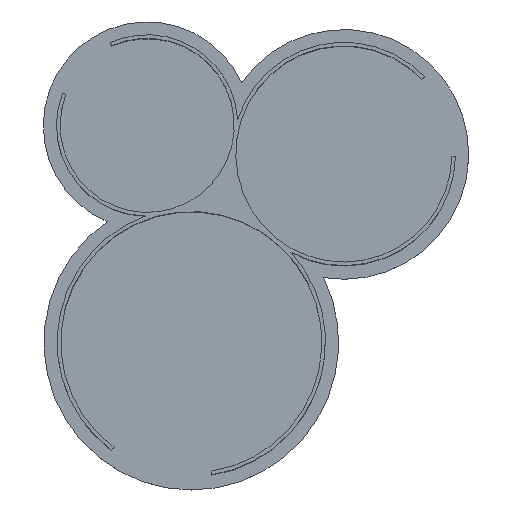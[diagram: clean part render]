
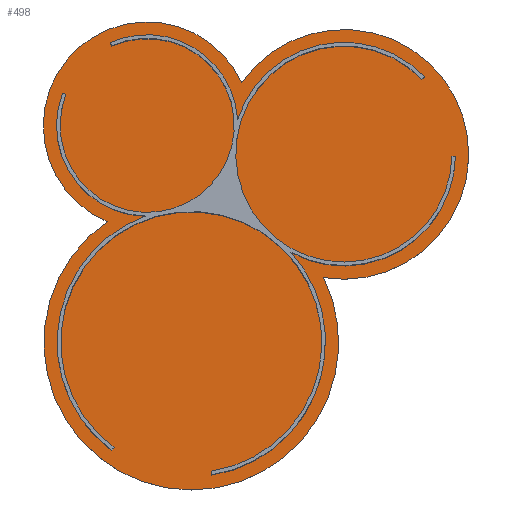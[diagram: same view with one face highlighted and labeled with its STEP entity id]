
A CAD part, top view. The second image highlights one B-rep face of the part: STEP entity #498.
In plain terms, the highlighted planar face has unit normal (0, 0, 1).
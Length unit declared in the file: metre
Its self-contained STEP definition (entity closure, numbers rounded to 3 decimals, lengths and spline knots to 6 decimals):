
#20=PLANE('',#569);
#28=LINE('',#775,#61);
#32=LINE('',#787,#65);
#37=LINE('',#805,#70);
#41=LINE('',#817,#74);
#46=LINE('',#835,#79);
#50=LINE('',#847,#83);
#61=VECTOR('',#608,1.);
#65=VECTOR('',#620,1.);
#70=VECTOR('',#639,1.);
#74=VECTOR('',#651,1.);
#79=VECTOR('',#670,1.);
#83=VECTOR('',#682,1.);
#184=ORIENTED_EDGE('',*,*,#229,.F.);
#185=ORIENTED_EDGE('',*,*,#272,.F.);
#186=ORIENTED_EDGE('',*,*,#269,.T.);
#187=ORIENTED_EDGE('',*,*,#266,.T.);
#188=ORIENTED_EDGE('',*,*,#263,.F.);
#189=ORIENTED_EDGE('',*,*,#260,.F.);
#190=ORIENTED_EDGE('',*,*,#257,.F.);
#191=ORIENTED_EDGE('',*,*,#254,.T.);
#192=ORIENTED_EDGE('',*,*,#251,.T.);
#193=ORIENTED_EDGE('',*,*,#248,.F.);
#194=ORIENTED_EDGE('',*,*,#245,.F.);
#195=ORIENTED_EDGE('',*,*,#242,.F.);
#196=ORIENTED_EDGE('',*,*,#239,.T.);
#197=ORIENTED_EDGE('',*,*,#236,.T.);
#198=ORIENTED_EDGE('',*,*,#233,.F.);
#199=ORIENTED_EDGE('',*,*,#280,.F.);
#200=ORIENTED_EDGE('',*,*,#285,.F.);
#201=ORIENTED_EDGE('',*,*,#283,.F.);
#229=EDGE_CURVE('',#298,#299,#346,.T.);
#233=EDGE_CURVE('',#299,#302,#348,.T.);
#236=EDGE_CURVE('',#304,#302,#28,.T.);
#239=EDGE_CURVE('',#306,#304,#350,.T.);
#242=EDGE_CURVE('',#306,#308,#32,.T.);
#245=EDGE_CURVE('',#308,#310,#352,.T.);
#248=EDGE_CURVE('',#310,#312,#354,.T.);
#251=EDGE_CURVE('',#314,#312,#37,.T.);
#254=EDGE_CURVE('',#316,#314,#356,.T.);
#257=EDGE_CURVE('',#316,#318,#41,.T.);
#260=EDGE_CURVE('',#318,#320,#358,.T.);
#263=EDGE_CURVE('',#320,#322,#360,.T.);
#266=EDGE_CURVE('',#324,#322,#46,.T.);
#269=EDGE_CURVE('',#326,#324,#362,.T.);
#272=EDGE_CURVE('',#326,#298,#50,.T.);
#280=EDGE_CURVE('',#334,#335,#370,.T.);
#283=EDGE_CURVE('',#335,#336,#371,.T.);
#285=EDGE_CURVE('',#336,#334,#372,.T.);
#298=VERTEX_POINT('',#761);
#299=VERTEX_POINT('',#762);
#302=VERTEX_POINT('',#770);
#304=VERTEX_POINT('',#776);
#306=VERTEX_POINT('',#782);
#308=VERTEX_POINT('',#788);
#310=VERTEX_POINT('',#794);
#312=VERTEX_POINT('',#800);
#314=VERTEX_POINT('',#806);
#316=VERTEX_POINT('',#812);
#318=VERTEX_POINT('',#818);
#320=VERTEX_POINT('',#824);
#322=VERTEX_POINT('',#830);
#324=VERTEX_POINT('',#836);
#326=VERTEX_POINT('',#842);
#334=VERTEX_POINT('',#865);
#335=VERTEX_POINT('',#866);
#336=VERTEX_POINT('',#871);
#346=CIRCLE('',#523,0.0447);
#348=CIRCLE('',#526,0.0372);
#350=CIRCLE('',#530,0.036);
#352=CIRCLE('',#534,0.0372);
#354=CIRCLE('',#537,0.0302);
#356=CIRCLE('',#541,0.029);
#358=CIRCLE('',#545,0.0302);
#360=CIRCLE('',#548,0.0447);
#362=CIRCLE('',#552,0.0435);
#370=CIRCLE('',#564,0.0491);
#371=CIRCLE('',#566,0.0346);
#372=CIRCLE('',#568,0.0416);
#403=EDGE_LOOP('',(#184,#185,#186,#187,#188,#189,#190,#191,#192,#193,#194,
#195,#196,#197,#198));
#404=EDGE_LOOP('',(#199,#200,#201));
#442=FACE_BOUND('',#403,.T.);
#443=FACE_BOUND('',#404,.T.);
#498=ADVANCED_FACE('',(#442,#443),#20,.T.);
#523=AXIS2_PLACEMENT_3D('',#760,#593,#594);
#526=AXIS2_PLACEMENT_3D('',#769,#601,#602);
#530=AXIS2_PLACEMENT_3D('',#781,#613,#614);
#534=AXIS2_PLACEMENT_3D('',#793,#625,#626);
#537=AXIS2_PLACEMENT_3D('',#799,#632,#633);
#541=AXIS2_PLACEMENT_3D('',#811,#644,#645);
#545=AXIS2_PLACEMENT_3D('',#823,#656,#657);
#548=AXIS2_PLACEMENT_3D('',#829,#663,#664);
#552=AXIS2_PLACEMENT_3D('',#841,#675,#676);
#564=AXIS2_PLACEMENT_3D('',#864,#702,#703);
#566=AXIS2_PLACEMENT_3D('',#870,#708,#709);
#568=AXIS2_PLACEMENT_3D('',#874,#713,#714);
#569=AXIS2_PLACEMENT_3D('',#875,#715,#716);
#593=DIRECTION('',(0.,0.,1.));
#594=DIRECTION('',(1.,0.,0.));
#601=DIRECTION('',(0.,0.,1.));
#602=DIRECTION('',(1.,0.,0.));
#608=DIRECTION('',(1.,-0.02,0.));
#613=DIRECTION('',(0.,0.,1.));
#614=DIRECTION('',(1.,0.,0.));
#620=DIRECTION('',(0.721,0.693,0.));
#625=DIRECTION('',(0.,0.,1.));
#626=DIRECTION('',(1.,0.,0.));
#632=DIRECTION('',(0.,0.,1.));
#633=DIRECTION('',(1.,0.,0.));
#639=DIRECTION('',(-0.409,0.913,0.));
#644=DIRECTION('',(0.,0.,1.));
#645=DIRECTION('',(1.,0.,0.));
#651=DIRECTION('',(-0.934,0.357,0.));
#656=DIRECTION('',(0.,0.,1.));
#657=DIRECTION('',(1.,0.,0.));
#663=DIRECTION('',(0.,0.,1.));
#664=DIRECTION('',(1.,0.,0.));
#670=DIRECTION('',(-0.592,-0.806,0.));
#675=DIRECTION('',(0.,0.,1.));
#676=DIRECTION('',(1.,0.,0.));
#682=DIRECTION('',(0.152,-0.988,0.));
#702=DIRECTION('',(0.,0.,-1.));
#703=DIRECTION('',(-1.,0.,0.));
#708=DIRECTION('',(0.,0.,-1.));
#709=DIRECTION('',(-1.,0.,0.));
#713=DIRECTION('',(0.,0.,-1.));
#714=DIRECTION('',(-1.,0.,0.));
#715=DIRECTION('',(0.,0.,1.));
#716=DIRECTION('',(1.,0.,0.));
#760=CARTESIAN_POINT('',(-0.023729,-0.038303,0.));
#761=CARTESIAN_POINT('',(-0.01694,-0.082485,0.));
#762=CARTESIAN_POINT('',(0.009478,-0.00838,0.));
#769=CARTESIAN_POINT('',(0.027088,0.024387,0.));
#770=CARTESIAN_POINT('',(0.064281,0.023639,0.));
#775=CARTESIAN_POINT('',(0.063681,0.023651,0.));
#776=CARTESIAN_POINT('',(0.063081,0.023663,0.));
#781=CARTESIAN_POINT('',(0.027088,0.024387,0.));
#782=CARTESIAN_POINT('',(0.053051,0.049326,0.));
#787=CARTESIAN_POINT('',(0.053484,0.049742,0.));
#788=CARTESIAN_POINT('',(0.053917,0.050157,0.));
#793=CARTESIAN_POINT('',(0.027088,0.024387,0.));
#794=CARTESIAN_POINT('',(-0.008287,0.035895,0.));
#799=CARTESIAN_POINT('',(-0.038422,0.033917,0.));
#800=CARTESIAN_POINT('',(-0.050759,0.061482,0.));
#805=CARTESIAN_POINT('',(-0.050514,0.060935,0.));
#806=CARTESIAN_POINT('',(-0.050269,0.060387,0.));
#811=CARTESIAN_POINT('',(-0.038422,0.033917,0.));
#812=CARTESIAN_POINT('',(-0.065516,0.044257,0.));
#817=CARTESIAN_POINT('',(-0.066077,0.044471,0.));
#818=CARTESIAN_POINT('',(-0.066637,0.044685,0.));
#823=CARTESIAN_POINT('',(-0.038422,0.033917,0.));
#824=CARTESIAN_POINT('',(-0.038959,0.003722,0.));
#829=CARTESIAN_POINT('',(-0.023729,-0.038303,0.));
#830=CARTESIAN_POINT('',(-0.050169,-0.074345,0.));
#835=CARTESIAN_POINT('',(-0.049814,-0.073861,0.));
#836=CARTESIAN_POINT('',(-0.04946,-0.073377,0.));
#841=CARTESIAN_POINT('',(-0.023729,-0.038303,0.));
#842=CARTESIAN_POINT('',(-0.017122,-0.081298,0.));
#847=CARTESIAN_POINT('',(-0.017031,-0.081892,0.));
#864=CARTESIAN_POINT('',(-0.023729,-0.038303,0.));
#865=CARTESIAN_POINT('',(0.020345,-0.016662,0.));
#866=CARTESIAN_POINT('',(-0.051776,0.001998,0.));
#870=CARTESIAN_POINT('',(-0.038422,0.033917,0.));
#871=CARTESIAN_POINT('',(-0.006953,0.048299,0.));
#874=CARTESIAN_POINT('',(0.027088,0.024387,0.));
#875=CARTESIAN_POINT('',(-0.002167,-0.009443,0.));
